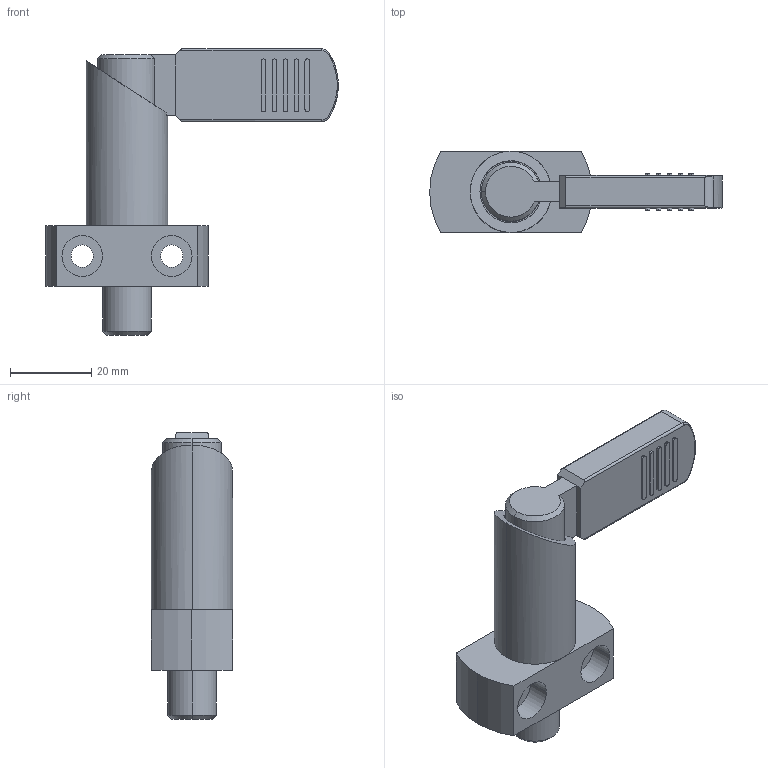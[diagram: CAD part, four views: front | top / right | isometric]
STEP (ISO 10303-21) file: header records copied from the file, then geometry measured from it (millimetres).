
FILE_DESCRIPTION(('STEP AP214'),'1');
FILE_NAME(' ',' ',('TraceParts'),('TraceParts S.A.'),'XStep 1.0',' ',' ');
FILE_SCHEMA(('automotive_design'));
Length unit declared in the file: millimetre
Products named in the file (1): 1
Bounding box: 72 x 20 x 70.5 mm (x, y, z)
Volume: 27985.7 mm3; surface area: 12689.9 mm2
Topology: 1 solids, 1 shells, 140 faces, 360 edges, 237 vertices
Faces by surface type: cylinder 74, plane 56, torus 6, cone 4
Entity records: 8505 total; most frequent: CARTESIAN_POINT 834, DIRECTION 786, STYLED_ITEM 737, PRESENTATION_STYLE_ASSIGNMENT 737, COLOUR_RGB 737, ORIENTED_EDGE 720, EDGE_CURVE 360, CURVE_STYLE 360
